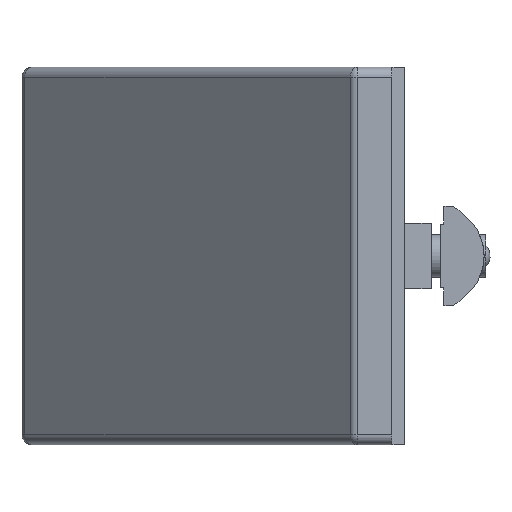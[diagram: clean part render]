
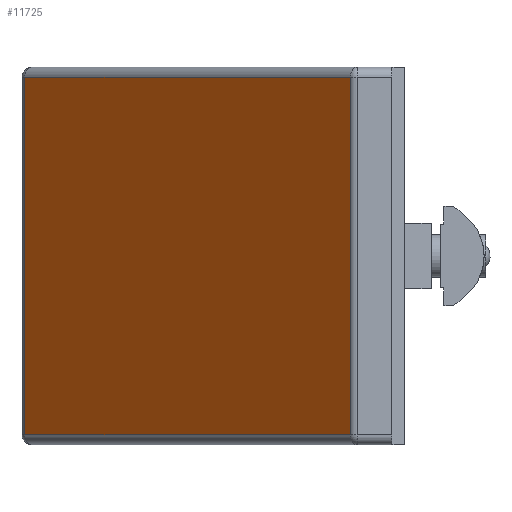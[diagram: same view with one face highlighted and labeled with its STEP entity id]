
A CAD part, left-side view. The second image highlights one B-rep face of the part: STEP entity #11725.
In plain terms, the highlighted face is planar.
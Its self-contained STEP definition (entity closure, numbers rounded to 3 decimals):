
#6963=ORIENTED_EDGE('',*,*,#9049,.F.);
#6964=ORIENTED_EDGE('',*,*,#9071,.F.);
#6965=ORIENTED_EDGE('',*,*,#9072,.F.);
#6966=ORIENTED_EDGE('',*,*,#9070,.T.);
#7644=VECTOR('',#10580,1.);
#7657=VECTOR('',#10631,1.);
#7658=VECTOR('',#10634,1.);
#7659=VECTOR('',#10635,1.);
#8130=LINE('',#12653,#7644);
#8143=LINE('',#12695,#7657);
#8144=LINE('',#12698,#7658);
#8145=LINE('',#12699,#7659);
#8521=VERTEX_POINT('',#12647);
#8522=VERTEX_POINT('',#12651);
#8532=VERTEX_POINT('',#12691);
#8533=VERTEX_POINT('',#12697);
#9049=EDGE_CURVE('',#8522,#8521,#8130,.T.);
#9070=EDGE_CURVE('',#8532,#8521,#8143,.T.);
#9071=EDGE_CURVE('',#8533,#8522,#8144,.T.);
#9072=EDGE_CURVE('',#8532,#8533,#8145,.T.);
#9413=EDGE_LOOP('',(#6963,#6964,#6965,#6966));
#9715=FACE_BOUND('',#9413,.T.);
#10580=DIRECTION('',(-50.027,50.027,0.));
#10631=DIRECTION('',(0.,0.,55.));
#10632=DIRECTION('',(0.707,0.707,0.));
#10633=DIRECTION('',(0.707,-0.707,0.));
#10634=DIRECTION('',(0.,0.,55.));
#10635=DIRECTION('',(50.027,-50.027,0.));
#11233=AXIS2_PLACEMENT_3D('',#12696,#10632,#10633);
#11508=PLANE('',#11233);
#11725=ADVANCED_FACE('',(#9715),#11508,.T.);
#12647=CARTESIAN_POINT('',(8.362,58.389,-1.5));
#12651=CARTESIAN_POINT('',(58.389,8.362,-1.5));
#12653=CARTESIAN_POINT('',(58.389,8.362,-1.5));
#12691=CARTESIAN_POINT('',(8.362,58.389,-56.5));
#12695=CARTESIAN_POINT('',(8.362,58.389,-56.5));
#12696=CARTESIAN_POINT('',(7.922,58.828,0.));
#12697=CARTESIAN_POINT('',(58.389,8.362,-56.5));
#12698=CARTESIAN_POINT('',(58.389,8.362,-56.5));
#12699=CARTESIAN_POINT('',(8.362,58.389,-56.5));
